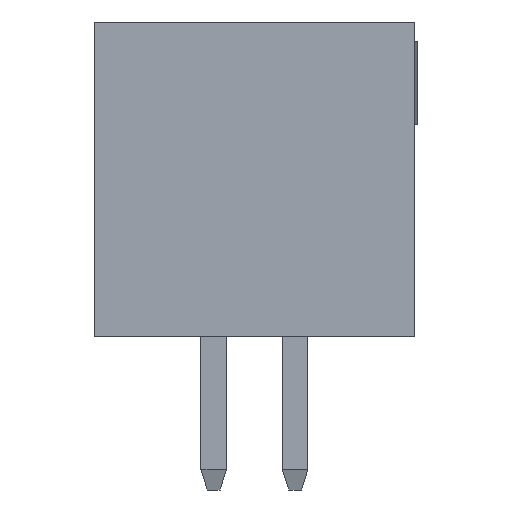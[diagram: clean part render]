
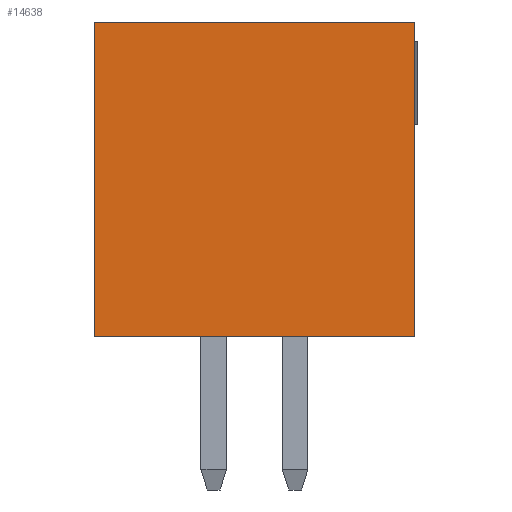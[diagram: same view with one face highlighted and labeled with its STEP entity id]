
A CAD part, left-side view. The second image highlights one B-rep face of the part: STEP entity #14638.
In plain terms, the highlighted planar face has unit normal (-1, 0, 0).
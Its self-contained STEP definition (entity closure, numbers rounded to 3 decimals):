
#2221=ORIENTED_EDGE('',*,*,#4251,.F.);
#2222=ORIENTED_EDGE('',*,*,#4222,.F.);
#2223=ORIENTED_EDGE('',*,*,#3371,.T.);
#2224=ORIENTED_EDGE('',*,*,#4522,.T.);
#3371=EDGE_CURVE('',#4952,#4951,#5971,.T.);
#4222=EDGE_CURVE('',#4952,#5548,#6822,.T.);
#4251=EDGE_CURVE('',#5548,#5555,#6851,.T.);
#4522=EDGE_CURVE('',#4951,#5555,#7122,.T.);
#4951=VERTEX_POINT('',#18165);
#4952=VERTEX_POINT('',#18167);
#5548=VERTEX_POINT('',#19846);
#5555=VERTEX_POINT('',#19883);
#5971=LINE('',#18166,#7551);
#6822=LINE('',#19845,#8402);
#6851=LINE('',#19882,#8431);
#7122=LINE('',#20422,#8702);
#7551=VECTOR('',#15444,1000.);
#8402=VECTOR('',#16759,1000.);
#8431=VECTOR('',#16790,1000.);
#8702=VECTOR('',#17203,1000.);
#9472=EDGE_LOOP('',(#2221,#2222,#2223,#2224));
#10038=FACE_BOUND('',#9472,.T.);
#10559=PLANE('',#15170);
#14638=ADVANCED_FACE('',(#10038),#10559,.T.);
#15170=AXIS2_PLACEMENT_3D('',#20423,#17204,#17205);
#15444=DIRECTION('',(0.,0.,1.));
#16759=DIRECTION('',(0.,1.,0.));
#16790=DIRECTION('',(0.,0.,1.));
#17203=DIRECTION('',(0.,1.,0.));
#17204=DIRECTION('',(-1.,0.,0.));
#17205=DIRECTION('',(0.,0.,1.));
#18165=CARTESIAN_POINT('',(-17.145,-2.5,2.45));
#18166=CARTESIAN_POINT('',(-17.145,-2.5,-2.45));
#18167=CARTESIAN_POINT('',(-17.145,-2.5,-2.45));
#19845=CARTESIAN_POINT('',(-17.145,-2.5,-2.45));
#19846=CARTESIAN_POINT('',(-17.145,2.5,-2.45));
#19882=CARTESIAN_POINT('',(-17.145,2.5,-2.45));
#19883=CARTESIAN_POINT('',(-17.145,2.5,2.45));
#20422=CARTESIAN_POINT('',(-17.145,-2.5,2.45));
#20423=CARTESIAN_POINT('',(-17.145,-2.5,-2.45));
